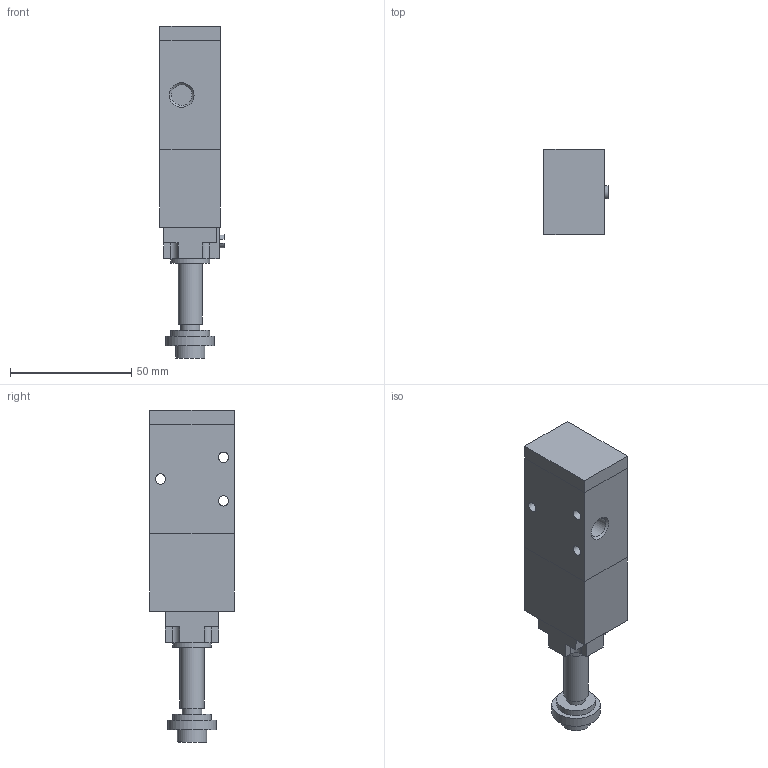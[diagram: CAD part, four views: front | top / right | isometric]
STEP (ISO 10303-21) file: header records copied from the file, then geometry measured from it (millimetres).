
FILE_DESCRIPTION((''),'2;1');
FILE_NAME('468-1_32_0_1_M2.stp','2006-11-25T09:15:44',('rivolro1'),(''),'Autodesk Inventor 11','Autodesk Inventor 11','');
FILE_SCHEMA(('AUTOMOTIVE_DESIGN { 1 0 10303 214 1 1 1 1 }'));
Length unit declared in the file: millimetre
Products named in the file (3): 468-1_32_0_1_M2; M2
Assembly tree (2 placements, depth 2):
  468-1_32_0_1_M2
    468-1_32_0_1_M2
    M2
Bounding box: 26.5 x 35 x 137 mm (x, y, z)
Volume: 80125.1 mm3; surface area: 17818.1 mm2
Topology: 2 solids, 2 shells, 90 faces, 210 edges, 139 vertices
Faces by surface type: plane 54, cylinder 23, bspline 13
Full cylindrical faces by diameter (mm): 4.25 x3, 8 x1, 10 x1, 12 x1, 16 x2, 20 x1
Entity records: 2699 total; most frequent: CARTESIAN_POINT 578, DIRECTION 416, ORIENTED_EDGE 386, EDGE_CURVE 193, AXIS2_PLACEMENT_3D 141, VERTEX_POINT 139, EDGE_LOOP 136, VECTOR 134
